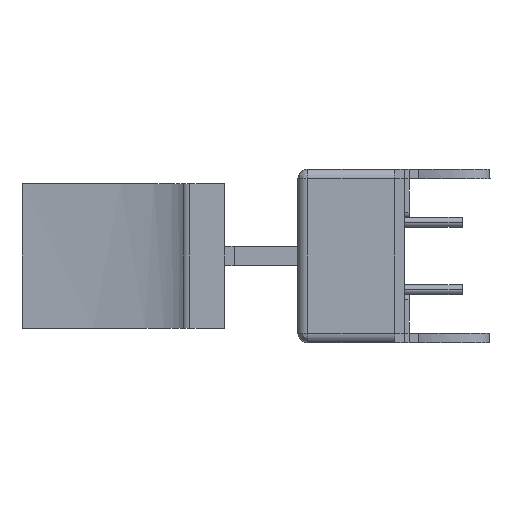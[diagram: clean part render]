
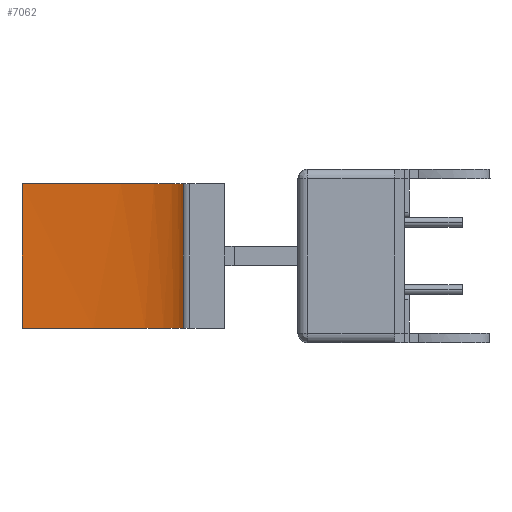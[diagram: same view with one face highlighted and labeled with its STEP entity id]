
A CAD part, left-side view. The second image highlights one B-rep face of the part: STEP entity #7062.
In plain terms, the highlighted free-form (B-spline) face has degree [2, 1] with [3, 2] control points.
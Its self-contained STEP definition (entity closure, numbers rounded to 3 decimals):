
#120 = VERTEX_POINT ( 'NONE', #6078 ) ;
#430 = VERTEX_POINT ( 'NONE', #7908 ) ;
#756 = EDGE_LOOP ( 'NONE', ( #7030, #9320, #4076, #8371 ) ) ;
#1511 = CARTESIAN_POINT ( 'NONE',  ( 33.389, 20.373, 0. ) ) ;
#1867 = CARTESIAN_POINT ( 'NONE',  ( 33.389, 20.373, 0. ) ) ;
#2245 = CARTESIAN_POINT ( 'NONE',  ( 33.389, 20.373, 7.5 ) ) ;
#2310 = FACE_OUTER_BOUND ( 'NONE', #756, .T. ) ;
#2537 = EDGE_CURVE ( 'NONE', #8610, #120, #6582, .T. ) ;
#2667 = VERTEX_POINT ( 'NONE', #3294 ) ;
#3294 = CARTESIAN_POINT ( 'NONE',  ( 32.115, 12.016, 7.5 ) ) ;
#3306 = CARTESIAN_POINT ( 'NONE',  ( 33.389, 20.373, 7.5 ) ) ;
#4076 = ORIENTED_EDGE ( 'NONE', *, *, #2537, .F. ) ;
#4134 = EDGE_CURVE ( 'NONE', #430, #8610, #9693, .T. ) ;
#4194 = B_SPLINE_SURFACE_WITH_KNOTS ( 'NONE', 2, 1, ( 
 ( #3306, #1511 ),
 ( #5026, #6817 ),
 ( #4491, #5296 ) ),
 .UNSPECIFIED., .F., .F., .F.,
 ( 3, 3 ),
 ( 2, 2 ),
 ( 0., 0.952 ),
 ( 0., 1. ),
 .UNSPECIFIED. ) ;
#4273 = LINE ( 'NONE', #11372, #9669 ) ;
#4446 = CARTESIAN_POINT ( 'NONE',  ( 32.115, 12.016, 0. ) ) ;
#4491 = CARTESIAN_POINT ( 'NONE',  ( 32.115, 12.016, 7.5 ) ) ;
#5026 = CARTESIAN_POINT ( 'NONE',  ( 33.334, 13.388, 7.5 ) ) ;
#5296 = CARTESIAN_POINT ( 'NONE',  ( 32.115, 12.016, 0. ) ) ;
#5383 = CARTESIAN_POINT ( 'NONE',  ( 33.352, 15.716, 0. ) ) ;
#5758 = DIRECTION ( 'NONE',  ( 0., 0., 1. ) ) ;
#5769 = CARTESIAN_POINT ( 'NONE',  ( 32.927, 12.93, 7.5 ) ) ;
#5828 = CARTESIAN_POINT ( 'NONE',  ( 33.352, 15.716, 7.5 ) ) ;
#6078 = CARTESIAN_POINT ( 'NONE',  ( 33.389, 20.373, 7.5 ) ) ;
#6582 = LINE ( 'NONE', #9169, #8792 ) ;
#6817 = CARTESIAN_POINT ( 'NONE',  ( 33.334, 13.388, 0. ) ) ;
#7030 = ORIENTED_EDGE ( 'NONE', *, *, #8646, .F. ) ;
#7062 = ADVANCED_FACE ( 'NONE', ( #2310 ), #4194, .F. ) ;
#7091 = DIRECTION ( 'NONE',  ( 0., 0., -1. ) ) ;
#7908 = CARTESIAN_POINT ( 'NONE',  ( 32.115, 12.016, 0. ) ) ;
#8371 = ORIENTED_EDGE ( 'NONE', *, *, #4134, .F. ) ;
#8610 = VERTEX_POINT ( 'NONE', #9451 ) ;
#8646 = EDGE_CURVE ( 'NONE', #2667, #430, #4273, .T. ) ;
#8792 = VECTOR ( 'NONE', #5758, 1000. ) ;
#9019 = CARTESIAN_POINT ( 'NONE',  ( 32.927, 12.93, 0. ) ) ;
#9169 = CARTESIAN_POINT ( 'NONE',  ( 33.389, 20.373, 3.75 ) ) ;
#9279 = CARTESIAN_POINT ( 'NONE',  ( 32.115, 12.016, 7.5 ) ) ;
#9320 = ORIENTED_EDGE ( 'NONE', *, *, #10885, .F. ) ;
#9451 = CARTESIAN_POINT ( 'NONE',  ( 33.389, 20.373, 0. ) ) ;
#9669 = VECTOR ( 'NONE', #7091, 1000. ) ;
#9693 = B_SPLINE_CURVE_WITH_KNOTS ( 'NONE', 3,
 ( #4446, #9019, #5383, #1867 ),
 .UNSPECIFIED., .F., .F.,
 ( 4, 4 ),
 ( 0., 1. ),
 .UNSPECIFIED. ) ;
#10553 = B_SPLINE_CURVE_WITH_KNOTS ( 'NONE', 3,
 ( #2245, #5828, #5769, #9279 ),
 .UNSPECIFIED., .F., .F.,
 ( 4, 4 ),
 ( 0., 1. ),
 .UNSPECIFIED. ) ;
#10885 = EDGE_CURVE ( 'NONE', #120, #2667, #10553, .T. ) ;
#11372 = CARTESIAN_POINT ( 'NONE',  ( 32.115, 12.016, 3.75 ) ) ;
